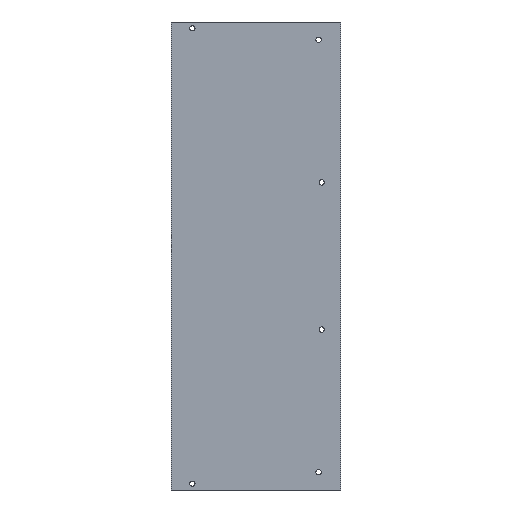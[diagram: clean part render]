
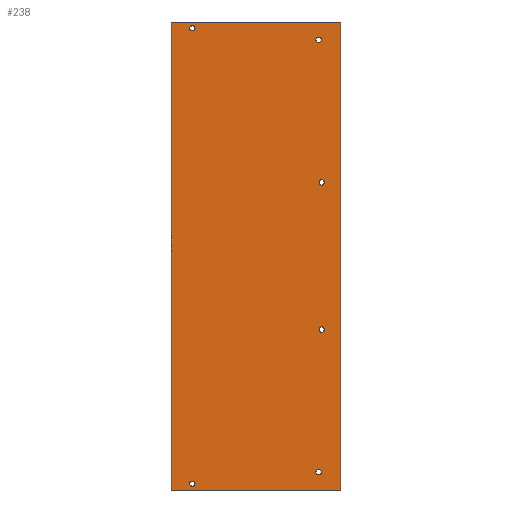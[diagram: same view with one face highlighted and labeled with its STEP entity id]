
A CAD part, front view. The second image highlights one B-rep face of the part: STEP entity #238.
In plain terms, the highlighted planar face has unit normal (0, -1, 0).
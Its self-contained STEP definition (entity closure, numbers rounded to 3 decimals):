
#15=FACE_BOUND('',#63,.T.);
#16=FACE_BOUND('',#64,.T.);
#17=FACE_BOUND('',#65,.T.);
#18=FACE_BOUND('',#66,.T.);
#19=FACE_BOUND('',#67,.T.);
#20=FACE_BOUND('',#68,.T.);
#28=CIRCLE('',#262,2.5);
#30=CIRCLE('',#265,2.5);
#31=CIRCLE('',#269,2.5);
#32=CIRCLE('',#270,2.5);
#33=CIRCLE('',#271,2.5);
#34=CIRCLE('',#272,2.5);
#50=FACE_OUTER_BOUND('',#62,.T.);
#62=EDGE_LOOP('',(#187,#188,#189,#190));
#63=EDGE_LOOP('',(#191));
#64=EDGE_LOOP('',(#192));
#65=EDGE_LOOP('',(#193));
#66=EDGE_LOOP('',(#194));
#67=EDGE_LOOP('',(#195));
#68=EDGE_LOOP('',(#196));
#82=LINE('',#357,#100);
#87=LINE('',#375,#105);
#90=LINE('',#381,#108);
#93=LINE('',#386,#111);
#100=VECTOR('',#288,10.);
#105=VECTOR('',#307,10.);
#108=VECTOR('',#312,10.);
#111=VECTOR('',#317,10.);
#118=VERTEX_POINT('',#354);
#119=VERTEX_POINT('',#356);
#122=VERTEX_POINT('',#364);
#124=VERTEX_POINT('',#370);
#125=VERTEX_POINT('',#374);
#127=VERTEX_POINT('',#380);
#129=VERTEX_POINT('',#387);
#130=VERTEX_POINT('',#389);
#131=VERTEX_POINT('',#391);
#132=VERTEX_POINT('',#393);
#138=EDGE_CURVE('',#118,#119,#82,.T.);
#143=EDGE_CURVE('',#122,#122,#28,.T.);
#146=EDGE_CURVE('',#124,#124,#30,.T.);
#147=EDGE_CURVE('',#118,#125,#87,.T.);
#150=EDGE_CURVE('',#127,#119,#90,.T.);
#153=EDGE_CURVE('',#125,#127,#93,.T.);
#154=EDGE_CURVE('',#129,#129,#31,.T.);
#155=EDGE_CURVE('',#130,#130,#32,.T.);
#156=EDGE_CURVE('',#131,#131,#33,.T.);
#157=EDGE_CURVE('',#132,#132,#34,.T.);
#187=ORIENTED_EDGE('',*,*,#147,.T.);
#188=ORIENTED_EDGE('',*,*,#153,.T.);
#189=ORIENTED_EDGE('',*,*,#150,.T.);
#190=ORIENTED_EDGE('',*,*,#138,.F.);
#191=ORIENTED_EDGE('',*,*,#143,.T.);
#192=ORIENTED_EDGE('',*,*,#146,.T.);
#193=ORIENTED_EDGE('',*,*,#154,.F.);
#194=ORIENTED_EDGE('',*,*,#155,.F.);
#195=ORIENTED_EDGE('',*,*,#156,.F.);
#196=ORIENTED_EDGE('',*,*,#157,.F.);
#230=PLANE('',#268);
#238=ADVANCED_FACE('',(#50,#15,#16,#17,#18,#19,#20),#230,.F.);
#262=AXIS2_PLACEMENT_3D('',#366,#296,#297);
#265=AXIS2_PLACEMENT_3D('',#372,#303,#304);
#268=AXIS2_PLACEMENT_3D('',#385,#315,#316);
#269=AXIS2_PLACEMENT_3D('',#388,#318,#319);
#270=AXIS2_PLACEMENT_3D('',#390,#320,#321);
#271=AXIS2_PLACEMENT_3D('',#392,#322,#323);
#272=AXIS2_PLACEMENT_3D('',#394,#324,#325);
#288=DIRECTION('',(0.,0.,-1.));
#296=DIRECTION('center_axis',(0.,1.,0.));
#297=DIRECTION('ref_axis',(-1.,0.,0.));
#303=DIRECTION('center_axis',(0.,1.,0.));
#304=DIRECTION('ref_axis',(-1.,0.,0.));
#307=DIRECTION('',(-1.,0.,0.));
#312=DIRECTION('',(1.,0.,0.));
#315=DIRECTION('center_axis',(0.,1.,0.));
#316=DIRECTION('ref_axis',(1.,0.,0.));
#317=DIRECTION('',(0.,0.,-1.));
#318=DIRECTION('center_axis',(0.,-1.,0.));
#319=DIRECTION('ref_axis',(1.,0.,0.));
#320=DIRECTION('center_axis',(0.,-1.,0.));
#321=DIRECTION('ref_axis',(1.,0.,0.));
#322=DIRECTION('center_axis',(0.,-1.,0.));
#323=DIRECTION('ref_axis',(1.,0.,0.));
#324=DIRECTION('center_axis',(0.,-1.,0.));
#325=DIRECTION('ref_axis',(1.,0.,0.));
#354=CARTESIAN_POINT('',(161.,0.,453.7));
#356=CARTESIAN_POINT('',(161.,0.,8.5));
#357=CARTESIAN_POINT('',(161.,0.,0.));
#364=CARTESIAN_POINT('',(145.5,0.,301.1));
#366=CARTESIAN_POINT('Origin',(143.,0.,301.1));
#370=CARTESIAN_POINT('',(145.5,0.,161.1));
#372=CARTESIAN_POINT('Origin',(143.,0.,161.1));
#374=CARTESIAN_POINT('',(0.,0.,453.7));
#375=CARTESIAN_POINT('',(40.,0.,453.7));
#380=CARTESIAN_POINT('',(0.,0.,8.5));
#381=CARTESIAN_POINT('',(160.,0.,8.5));
#385=CARTESIAN_POINT('Origin',(80.,0.,231.1));
#386=CARTESIAN_POINT('',(0.,0.,462.2));
#387=CARTESIAN_POINT('',(17.5,0.,14.5));
#388=CARTESIAN_POINT('Origin',(20.,0.,14.5));
#389=CARTESIAN_POINT('',(17.5,0.,447.7));
#390=CARTESIAN_POINT('Origin',(20.,0.,447.7));
#391=CARTESIAN_POINT('',(137.5,0.,436.7));
#392=CARTESIAN_POINT('Origin',(140.,0.,436.7));
#393=CARTESIAN_POINT('',(137.5,0.,25.5));
#394=CARTESIAN_POINT('Origin',(140.,0.,25.5));
